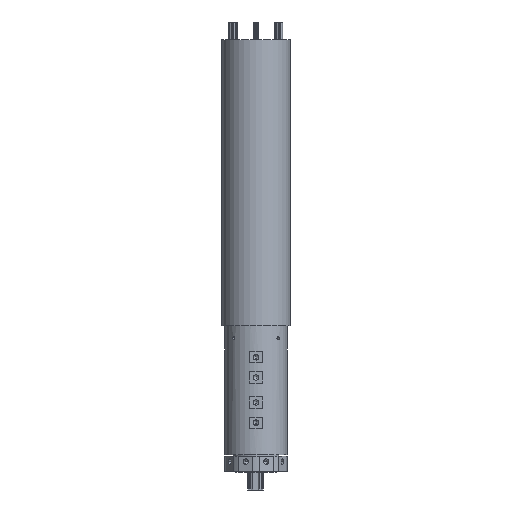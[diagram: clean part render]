
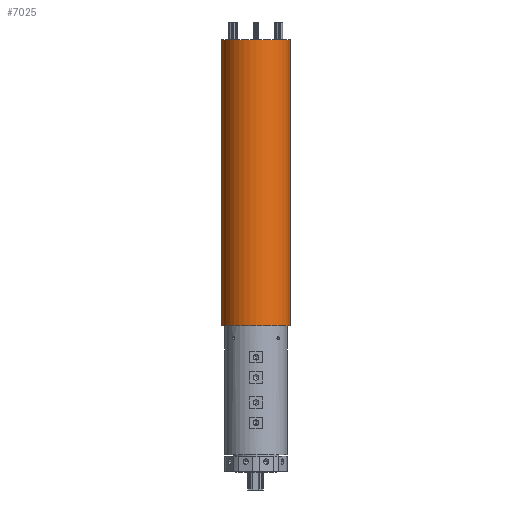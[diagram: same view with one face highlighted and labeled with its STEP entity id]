
A CAD part, front view. The second image highlights one B-rep face of the part: STEP entity #7025.
In plain terms, the highlighted cylindrical face has radius 54.5 mm (diameter 109 mm), a partial arc.
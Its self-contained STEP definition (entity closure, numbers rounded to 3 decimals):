
#108 = ORIENTED_EDGE ( 'NONE', *, *, #22959, .T. ) ;
#408 = DIRECTION ( 'NONE',  ( 0., 0., 1. ) ) ;
#614 = DIRECTION ( 'NONE',  ( 0., 0., -1. ) ) ;
#4935 = VERTEX_POINT ( 'NONE', #19360 ) ;
#5058 = CARTESIAN_POINT ( 'NONE',  ( -54.5, 0., 205. ) ) ;
#5354 = EDGE_LOOP ( 'NONE', ( #23065, #17942, #15824, #108 ) ) ;
#5427 = CARTESIAN_POINT ( 'NONE',  ( 0., 0., 660. ) ) ;
#5756 = CARTESIAN_POINT ( 'NONE',  ( 0., 0., 660. ) ) ;
#7025 = ADVANCED_FACE ( 'NONE', ( #12318 ), #24085, .T. ) ;
#7809 = DIRECTION ( 'NONE',  ( -1., 0., 0. ) ) ;
#8141 = DIRECTION ( 'NONE',  ( 1., 0., 0. ) ) ;
#9998 = CIRCLE ( 'NONE', #17918, 54.5 ) ;
#10314 = DIRECTION ( 'NONE',  ( 0., 0., -1. ) ) ;
#11438 = CIRCLE ( 'NONE', #26995, 54.5 ) ;
#12318 = FACE_OUTER_BOUND ( 'NONE', #5354, .T. ) ;
#12780 = CARTESIAN_POINT ( 'NONE',  ( -54.5, 0., 660. ) ) ;
#14038 = LINE ( 'NONE', #17254, #19573 ) ;
#14458 = CARTESIAN_POINT ( 'NONE',  ( 0., 0., 205. ) ) ;
#14509 = LINE ( 'NONE', #30342, #20040 ) ;
#14761 = EDGE_CURVE ( 'NONE', #4935, #24202, #14509, .T. ) ;
#15824 = ORIENTED_EDGE ( 'NONE', *, *, #29549, .T. ) ;
#16205 = DIRECTION ( 'NONE',  ( 0., 0., -1. ) ) ;
#16802 = DIRECTION ( 'NONE',  ( 1., 0., 0. ) ) ;
#17254 = CARTESIAN_POINT ( 'NONE',  ( -54.5, 0., 660. ) ) ;
#17918 = AXIS2_PLACEMENT_3D ( 'NONE', #14458, #408, #16802 ) ;
#17942 = ORIENTED_EDGE ( 'NONE', *, *, #22594, .F. ) ;
#18199 = CARTESIAN_POINT ( 'NONE',  ( 54.5, 0., 205. ) ) ;
#19360 = CARTESIAN_POINT ( 'NONE',  ( 54.5, 0., 660. ) ) ;
#19573 = VECTOR ( 'NONE', #10314, 1000. ) ;
#20040 = VECTOR ( 'NONE', #16205, 1000. ) ;
#20755 = VERTEX_POINT ( 'NONE', #5058 ) ;
#22203 = DIRECTION ( 'NONE',  ( 0., 0., 1. ) ) ;
#22594 = EDGE_CURVE ( 'NONE', #28663, #4935, #11438, .T. ) ;
#22959 = EDGE_CURVE ( 'NONE', #20755, #24202, #9998, .T. ) ;
#23065 = ORIENTED_EDGE ( 'NONE', *, *, #14761, .F. ) ;
#24085 = CYLINDRICAL_SURFACE ( 'NONE', #26304, 54.5 ) ;
#24202 = VERTEX_POINT ( 'NONE', #18199 ) ;
#26304 = AXIS2_PLACEMENT_3D ( 'NONE', #5427, #614, #7809 ) ;
#26995 = AXIS2_PLACEMENT_3D ( 'NONE', #5756, #22203, #8141 ) ;
#28663 = VERTEX_POINT ( 'NONE', #12780 ) ;
#29549 = EDGE_CURVE ( 'NONE', #28663, #20755, #14038, .T. ) ;
#30342 = CARTESIAN_POINT ( 'NONE',  ( 54.5, 0., 660. ) ) ;
